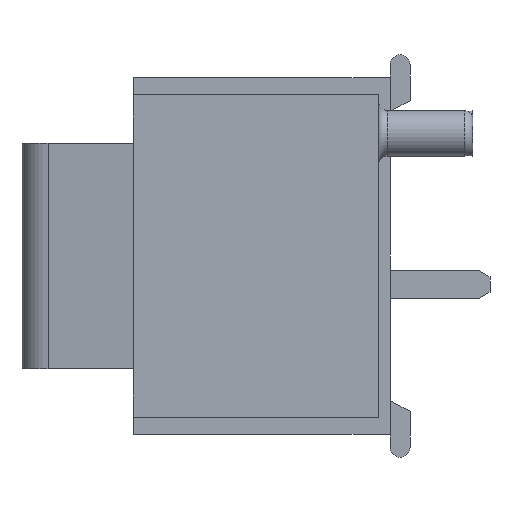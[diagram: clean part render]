
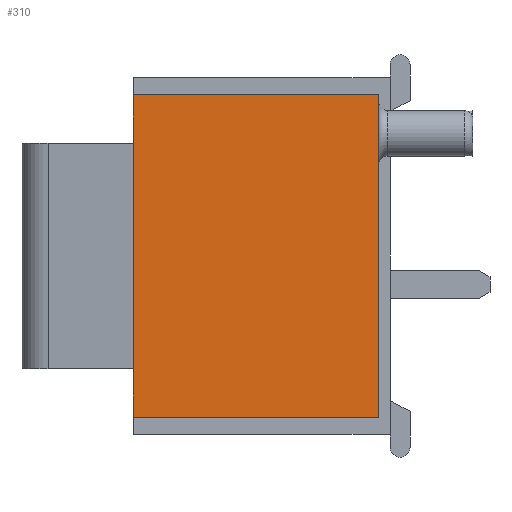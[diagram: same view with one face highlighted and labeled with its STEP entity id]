
A CAD part, left-side view. The second image highlights one B-rep face of the part: STEP entity #310.
In plain terms, the highlighted planar face has unit normal (-1, 0, 0).
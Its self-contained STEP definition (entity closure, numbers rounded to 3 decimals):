
#310 = ADVANCED_FACE( '', ( #828 ), #829, .F. );
#828 = FACE_OUTER_BOUND( '', #1569, .T. );
#829 = PLANE( '', #1570 );
#1569 = EDGE_LOOP( '', ( #2308, #2309, #2310, #2311, #2312, #2313 ) );
#1570 = AXIS2_PLACEMENT_3D( '', #2314, #2315, #2316 );
#2308 = ORIENTED_EDGE( '', *, *, #4661, .T. );
#2309 = ORIENTED_EDGE( '', *, *, #4662, .T. );
#2310 = ORIENTED_EDGE( '', *, *, #4663, .T. );
#2311 = ORIENTED_EDGE( '', *, *, #4664, .T. );
#2312 = ORIENTED_EDGE( '', *, *, #4665, .F. );
#2313 = ORIENTED_EDGE( '', *, *, #4666, .F. );
#2314 = CARTESIAN_POINT( '', ( -6.55, 4.5, 3.125 ) );
#2315 = DIRECTION( '', ( 1., 0., 0. ) );
#2316 = DIRECTION( '', ( 0., 0., -1. ) );
#4661 = EDGE_CURVE( '', #5608, #5609, #5610, .T. );
#4662 = EDGE_CURVE( '', #5609, #5611, #5612, .T. );
#4663 = EDGE_CURVE( '', #5611, #5613, #5614, .T. );
#4664 = EDGE_CURVE( '', #5613, #5615, #5616, .T. );
#4665 = EDGE_CURVE( '', #5617, #5615, #5618, .T. );
#4666 = EDGE_CURVE( '', #5608, #5617, #5619, .T. );
#5608 = VERTEX_POINT( '', #7021 );
#5609 = VERTEX_POINT( '', #7022 );
#5610 = LINE( '', #7023, #7024 );
#5611 = VERTEX_POINT( '', #7025 );
#5612 = LINE( '', #7026, #7027 );
#5613 = VERTEX_POINT( '', #7028 );
#5614 = LINE( '', #7029, #7030 );
#5615 = VERTEX_POINT( '', #7031 );
#5616 = LINE( '', #7032, #7033 );
#5617 = VERTEX_POINT( '', #7034 );
#5618 = LINE( '', #7035, #7036 );
#5619 = LINE( '', #7037, #7038 );
#7021 = CARTESIAN_POINT( '', ( -6.55, 4.5, 2.825 ) );
#7022 = CARTESIAN_POINT( '', ( -6.55, 4.5, 1.975 ) );
#7023 = CARTESIAN_POINT( '', ( -6.55, 4.5, 3.125 ) );
#7024 = VECTOR( '', #9042, 1000. );
#7025 = CARTESIAN_POINT( '', ( -6.55, 4.5, -1.975 ) );
#7026 = CARTESIAN_POINT( '', ( -6.55, 4.5, 1.975 ) );
#7027 = VECTOR( '', #9043, 1000. );
#7028 = CARTESIAN_POINT( '', ( -6.55, 4.5, -2.825 ) );
#7029 = CARTESIAN_POINT( '', ( -6.55, 4.5, 3.125 ) );
#7030 = VECTOR( '', #9044, 1000. );
#7031 = CARTESIAN_POINT( '', ( -6.55, 0.2, -2.825 ) );
#7032 = CARTESIAN_POINT( '', ( -6.55, 5.6, -2.825 ) );
#7033 = VECTOR( '', #9045, 1000. );
#7034 = CARTESIAN_POINT( '', ( -6.55, 0.2, 2.825 ) );
#7035 = CARTESIAN_POINT( '', ( -6.55, 0.2, 3.125 ) );
#7036 = VECTOR( '', #9046, 1000. );
#7037 = CARTESIAN_POINT( '', ( -6.55, 5.6, 2.825 ) );
#7038 = VECTOR( '', #9047, 1000. );
#9042 = DIRECTION( '', ( 0., 0., -1. ) );
#9043 = DIRECTION( '', ( 0., 0., -1. ) );
#9044 = DIRECTION( '', ( 0., 0., -1. ) );
#9045 = DIRECTION( '', ( 0., -1., 0. ) );
#9046 = DIRECTION( '', ( 0., 0., -1. ) );
#9047 = DIRECTION( '', ( 0., -1., 0. ) );
